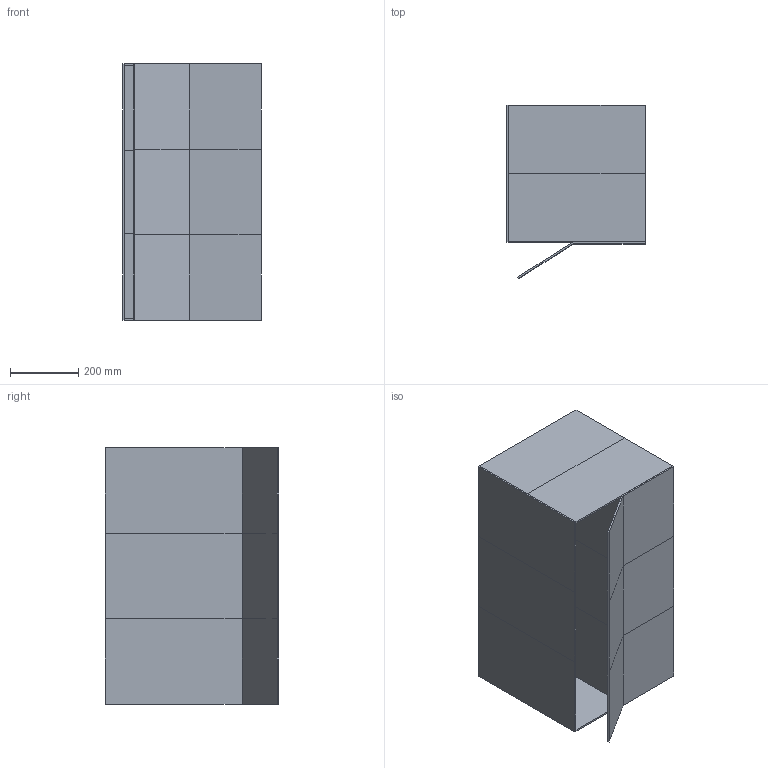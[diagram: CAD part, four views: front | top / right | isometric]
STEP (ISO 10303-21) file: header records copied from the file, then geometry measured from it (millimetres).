
FILE_DESCRIPTION(/* description */ ('STEP AP242','CAx-IF Rec.Pracs.---Representation and Presentation of Product Manufacturing Information (PMI)---4.0---2014-10-13','CAx-IF Rec.Pracs.---3D Tessellated Geometry---0.4---2014-09-14','2;1'),/* implementation_level */ '2;1');
FILE_NAME(/* name */ '66685346529869776d2fd20d',/* time_stamp */ '2024-06-11T13:38:15Z',/* author */ (''),/* organization */ (''),/* preprocessor_version */ 'ST-DEVELOPER v20',/* originating_system */ ' ',/* authorisation */ ' ');
FILE_SCHEMA (('AP242_MANAGED_MODEL_BASED_3D_ENGINEERING_MIM_LF { 1 0 10303 442 1 1 4 }'));
Length unit declared in the file: metre
Products named in the file (28): couvercle; Part 1; plafond <1>; cote <1>; fond <1>; fond_cote <1>; fond_dessous <1>; trappe <1>
Assembly tree (27 placements, depth 4):
  couvercle
    Part 1
    Part 1
    Part 1
    Part 1
    plafond <1>
      Part 1
      Part 1
      Part 1
    cote <1>
      Part 1
      Part 1
      Part 1
    Part 1
    fond <1>
      fond_cote <1>
        Part 1
        Part 1
        Part 1
      fond_dessous <1>
        Part 1
        Part 1
        Part 1
    Part 1
    trappe <1>
      Part 1
      Part 1
      Part 1
Bounding box: 405 x 507.06 x 750 mm (x, y, z)
Volume: 6084855.4 mm3; surface area: 2534748.8 mm2
Topology: 21 solids, 21 shells, 165 faces, 357 edges, 234 vertices
Faces by surface type: plane 129, bspline 20, cylinder 16
Full cylindrical faces by diameter (mm): 3.4 x16
Entity records: 5946 total; most frequent: CARTESIAN_POINT 1828, ORIENTED_EDGE 682, DIRECTION 663, EDGE_CURVE 341, LINE 253, VECTOR 253, VERTEX_POINT 234, EDGE_LOOP 213
